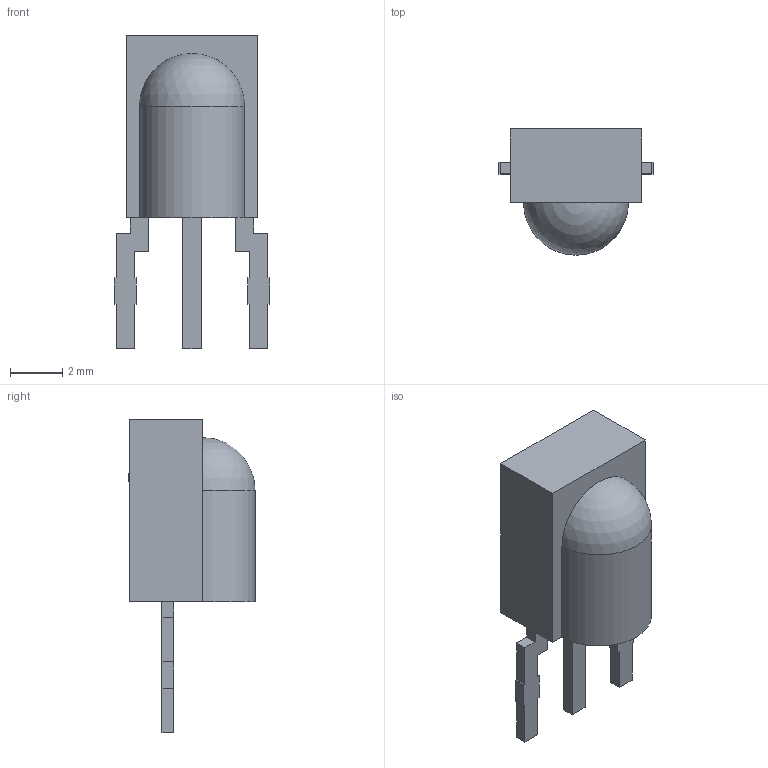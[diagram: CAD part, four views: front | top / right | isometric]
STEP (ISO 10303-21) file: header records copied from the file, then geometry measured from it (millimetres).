
FILE_DESCRIPTION (( 'STEP AP214' ), '1' );
FILE_NAME ('SENSOR-TG_TSOP38236.step', '2022-07-12T14:42:08', ( '' ), ( '' ), 'SwSTEP 2.0', 'SolidWorks 2020', '' );
FILE_SCHEMA (( 'AUTOMOTIVE_DESIGN' ));
Length unit declared in the file: millimetre
Products named in the file (1): SENSOR-TG_TSOP38236
Bounding box: 5.93 x 4.81 x 11.95 mm (x, y, z)
Volume: 137.6 mm3; surface area: 198.5 mm2
Topology: 4 solids, 4 shells, 333 faces, 899 edges, 599 vertices
Faces by surface type: plane 219, bspline 112, sphere 1, cylinder 1
Entity records: 15250 total; most frequent: CARTESIAN_POINT 3933, ORIENTED_EDGE 1794, DIRECTION 1116, EDGE_CURVE 897, LINE 666, VECTOR 666, VERTEX_POINT 598, EDGE_LOOP 359
